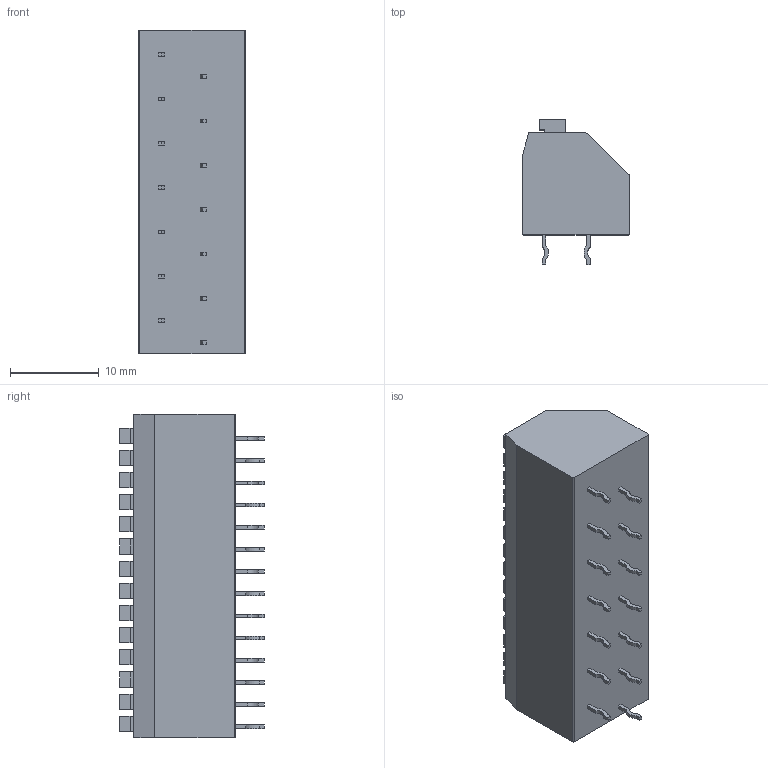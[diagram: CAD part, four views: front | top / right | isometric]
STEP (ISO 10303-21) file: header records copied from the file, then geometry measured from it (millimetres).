
FILE_DESCRIPTION((''),'2;1');
FILE_NAME('TLM-250','2024-09-27T11:22:41',('tluser'),(''),'CREO PARAMETRIC BY PTC INC, 2018100','CREO PARAMETRIC BY PTC INC, 2018100','');
FILE_SCHEMA(('CONFIG_CONTROL_DESIGN'));
Length unit declared in the file: millimetre
Products named in the file (1): TLM-250
Bounding box: 12 x 16.3 x 36.5 mm (x, y, z)
Volume: 4457.2 mm3; surface area: 2591.5 mm2
Topology: 1 solids, 1 shells, 308 faces, 834 edges, 556 vertices
Faces by surface type: plane 246, cylinder 62
Entity records: 9766 total; most frequent: CARTESIAN_POINT 1866, ORIENTED_EDGE 1668, DIRECTION 1546, EDGE_CURVE 834, VECTOR 710, LINE 710, VERTEX_POINT 556, AXIS2_PLACEMENT_3D 418
